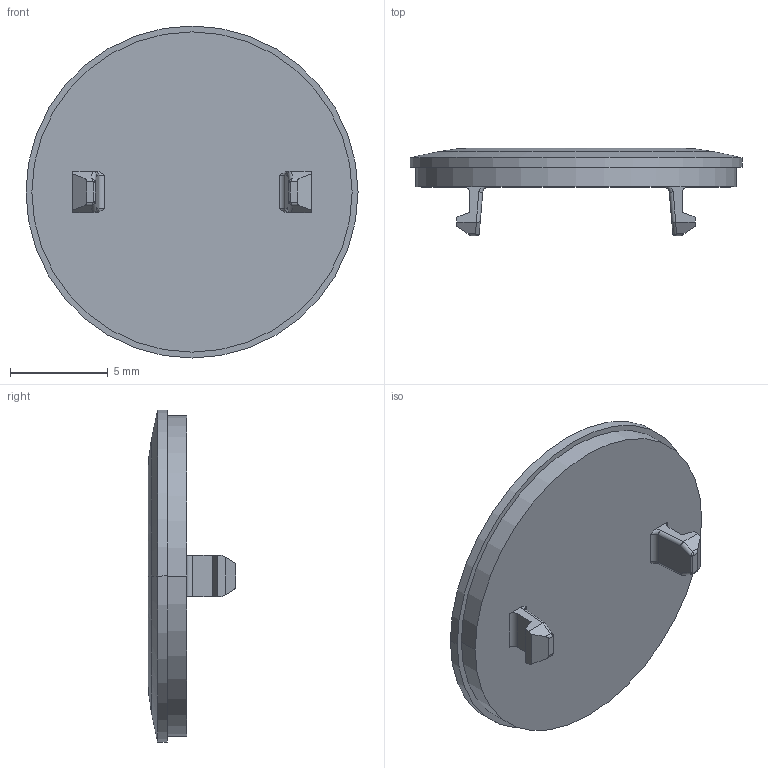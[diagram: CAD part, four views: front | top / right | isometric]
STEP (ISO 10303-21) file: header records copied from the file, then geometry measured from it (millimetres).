
FILE_DESCRIPTION(('STEP AP242'),'1');
FILE_NAME('capsule_zba7131.stp','2021-02-17T06:38:37',('TraceParts'),('TraceParts S.A.'),'Spatial InterOp 3D',' ',' ');
FILE_SCHEMA(('AP242_MANAGED_MODEL_BASED_3D_ENGINEERING_MIM_LF {1 0 10303 442 1 1 4}'));
Length unit declared in the file: millimetre
Products named in the file (1): capsule_zba7131
Bounding box: 17 x 4.47 x 17 mm (x, y, z)
Volume: 399.6 mm3; surface area: 562.3 mm2
Topology: 1 solids, 1 shells, 62 faces, 152 edges, 93 vertices
Faces by surface type: cylinder 22, plane 22, bspline 10, torus 4, sphere 2, cone 2
Entity records: 2626 total; most frequent: CARTESIAN_POINT 738, ORIENTED_EDGE 300, DIRECTION 264, EDGE_CURVE 150, AXIS2_PLACEMENT_3D 93, VERTEX_POINT 93, LINE 78, VECTOR 78
